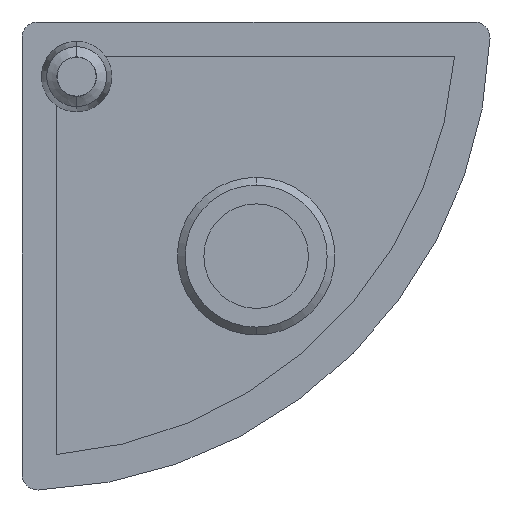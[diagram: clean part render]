
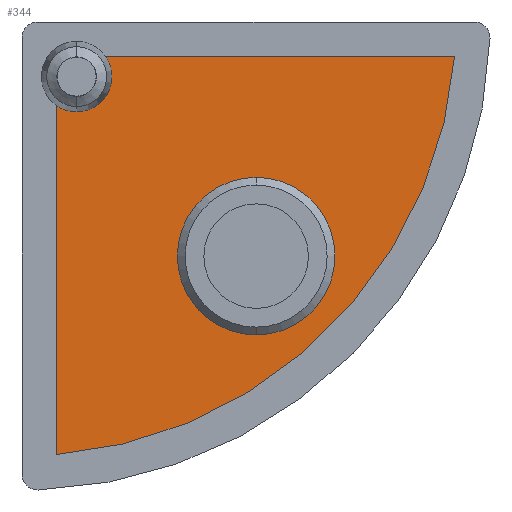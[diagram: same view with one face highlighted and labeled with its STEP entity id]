
A CAD part, front view. The second image highlights one B-rep face of the part: STEP entity #344.
In plain terms, the highlighted planar face has unit normal (0, -1, 0).
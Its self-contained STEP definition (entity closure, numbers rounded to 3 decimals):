
#25 = VERTEX_POINT ( 'NONE', #981 ) ;
#43 = EDGE_LOOP ( 'NONE', ( #1020, #102, #253, #110, #310 ) ) ;
#53 = CARTESIAN_POINT ( 'NONE',  ( -11.5, -2., 11.5 ) ) ;
#92 = CARTESIAN_POINT ( 'NONE',  ( -12.8, -2., 12.8 ) ) ;
#102 = ORIENTED_EDGE ( 'NONE', *, *, #736, .T. ) ;
#108 = EDGE_CURVE ( 'NONE', #847, #25, #195, .T. ) ;
#110 = ORIENTED_EDGE ( 'NONE', *, *, #499, .T. ) ;
#127 = DIRECTION ( 'NONE',  ( 0., 0., -1. ) ) ;
#139 = DIRECTION ( 'NONE',  ( 0., 0., -1. ) ) ;
#141 = DIRECTION ( 'NONE',  ( 0., -1., 0. ) ) ;
#144 = ORIENTED_EDGE ( 'NONE', *, *, #1019, .F. ) ;
#195 = CIRCLE ( 'NONE', #449, 5.05 ) ;
#202 = CARTESIAN_POINT ( 'NONE',  ( -12.8, -2., 9.664 ) ) ;
#234 = CARTESIAN_POINT ( 'NONE',  ( -11.5, -2., 11.5 ) ) ;
#245 = CARTESIAN_POINT ( 'NONE',  ( -9.664, -2., 12.8 ) ) ;
#253 = ORIENTED_EDGE ( 'NONE', *, *, #381, .T. ) ;
#283 = DIRECTION ( 'NONE',  ( 0., -1., 0. ) ) ;
#287 = VERTEX_POINT ( 'NONE', #411 ) ;
#310 = ORIENTED_EDGE ( 'NONE', *, *, #604, .T. ) ;
#316 = DIRECTION ( 'NONE',  ( 0., 0., -1. ) ) ;
#318 = VECTOR ( 'NONE', #633, 1000. ) ;
#330 = AXIS2_PLACEMENT_3D ( 'NONE', #53, #627, #127 ) ;
#344 = ADVANCED_FACE ( 'NONE', ( #558, #770 ), #666, .T. ) ;
#381 = EDGE_CURVE ( 'NONE', #287, #668, #507, .T. ) ;
#402 = VERTEX_POINT ( 'NONE', #803 ) ;
#411 = CARTESIAN_POINT ( 'NONE',  ( -11.5, -2., 9.25 ) ) ;
#423 = DIRECTION ( 'NONE',  ( 0., -1., 0. ) ) ;
#438 = VERTEX_POINT ( 'NONE', #245 ) ;
#449 = AXIS2_PLACEMENT_3D ( 'NONE', #1016, #141, #726 ) ;
#468 = CIRCLE ( 'NONE', #521, 27.8 ) ;
#499 = EDGE_CURVE ( 'NONE', #668, #671, #965, .T. ) ;
#507 = CIRCLE ( 'NONE', #1002, 2.25 ) ;
#521 = AXIS2_PLACEMENT_3D ( 'NONE', #769, #283, #842 ) ;
#540 = LINE ( 'NONE', #553, #318 ) ;
#549 = ORIENTED_EDGE ( 'NONE', *, *, #108, .F. ) ;
#553 = CARTESIAN_POINT ( 'NONE',  ( 12.713, -2., 12.8 ) ) ;
#558 = FACE_OUTER_BOUND ( 'NONE', #43, .T. ) ;
#580 = VECTOR ( 'NONE', #962, 1000. ) ;
#602 = AXIS2_PLACEMENT_3D ( 'NONE', #751, #639, #139 ) ;
#604 = EDGE_CURVE ( 'NONE', #671, #402, #468, .T. ) ;
#627 = DIRECTION ( 'NONE',  ( 0., 1., 0. ) ) ;
#633 = DIRECTION ( 'NONE',  ( -1., 0., 0. ) ) ;
#639 = DIRECTION ( 'NONE',  ( 0., -1., 0. ) ) ;
#666 = PLANE ( 'NONE',  #602 ) ;
#668 = VERTEX_POINT ( 'NONE', #202 ) ;
#671 = VERTEX_POINT ( 'NONE', #772 ) ;
#695 = AXIS2_PLACEMENT_3D ( 'NONE', #899, #423, #968 ) ;
#726 = DIRECTION ( 'NONE',  ( 0., 0., -1. ) ) ;
#736 = EDGE_CURVE ( 'NONE', #438, #287, #1015, .T. ) ;
#751 = CARTESIAN_POINT ( 'NONE',  ( -15., -2., 15. ) ) ;
#769 = CARTESIAN_POINT ( 'NONE',  ( -15., -2., 15. ) ) ;
#770 = FACE_BOUND ( 'NONE', #885, .T. ) ;
#772 = CARTESIAN_POINT ( 'NONE',  ( -12.8, -2., -12.713 ) ) ;
#799 = DIRECTION ( 'NONE',  ( 0., 1., 0. ) ) ;
#803 = CARTESIAN_POINT ( 'NONE',  ( 12.713, -2., 12.8 ) ) ;
#818 = EDGE_CURVE ( 'NONE', #402, #438, #540, .T. ) ;
#842 = DIRECTION ( 'NONE',  ( 0., 0., -1. ) ) ;
#847 = VERTEX_POINT ( 'NONE', #1009 ) ;
#885 = EDGE_LOOP ( 'NONE', ( #549, #144 ) ) ;
#899 = CARTESIAN_POINT ( 'NONE',  ( 0., -2., 0. ) ) ;
#962 = DIRECTION ( 'NONE',  ( 0., 0., -1. ) ) ;
#965 = LINE ( 'NONE', #92, #580 ) ;
#968 = DIRECTION ( 'NONE',  ( 0., 0., -1. ) ) ;
#981 = CARTESIAN_POINT ( 'NONE',  ( 0., -2., -5.05 ) ) ;
#992 = CIRCLE ( 'NONE', #695, 5.05 ) ;
#1002 = AXIS2_PLACEMENT_3D ( 'NONE', #234, #799, #316 ) ;
#1009 = CARTESIAN_POINT ( 'NONE',  ( 0., -2., 5.05 ) ) ;
#1015 = CIRCLE ( 'NONE', #330, 2.25 ) ;
#1016 = CARTESIAN_POINT ( 'NONE',  ( 0., -2., 0. ) ) ;
#1019 = EDGE_CURVE ( 'NONE', #25, #847, #992, .T. ) ;
#1020 = ORIENTED_EDGE ( 'NONE', *, *, #818, .T. ) ;
